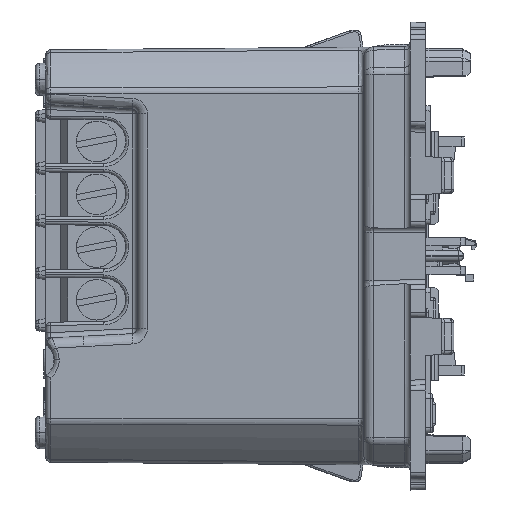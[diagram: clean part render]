
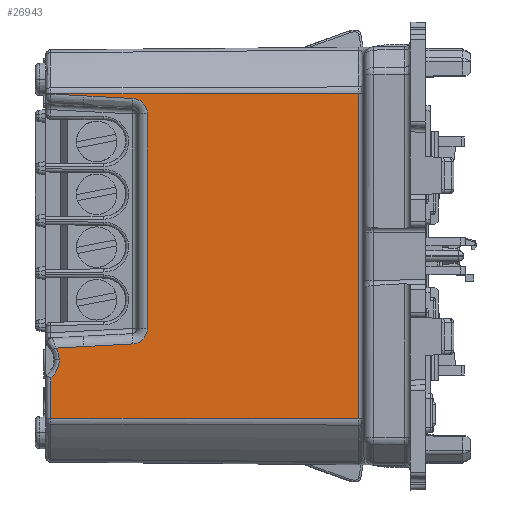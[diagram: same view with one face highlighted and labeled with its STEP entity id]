
A CAD part, front view. The second image highlights one B-rep face of the part: STEP entity #26943.
In plain terms, the highlighted planar face has unit normal (-0.009, -1, 0).
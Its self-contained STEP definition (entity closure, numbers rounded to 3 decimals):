
#26853=AXIS2_PLACEMENT_3D('Plane Axis2P3D',#26850,#26851,#26852) ;
#11157=CARTESIAN_POINT('Vertex',(-33.712,0.452,15.599)) ;
#11184=CARTESIAN_POINT('Vertex',(-33.712,0.452,15.589)) ;
#11187=CARTESIAN_POINT('Line Origine',(-33.712,0.452,0.)) ;
#12387=CARTESIAN_POINT('Vertex',(-33.712,0.452,-11.744)) ;
#12391=CARTESIAN_POINT('Control Point',(-32.912,0.445,-10.)) ;
#12392=CARTESIAN_POINT('Control Point',(-32.912,0.445,-10.225)) ;
#12393=CARTESIAN_POINT('Control Point',(-32.94,0.445,-10.451)) ;
#12394=CARTESIAN_POINT('Control Point',(-32.995,0.446,-10.672)) ;
#12395=CARTESIAN_POINT('Control Point',(-33.138,0.447,-11.044)) ;
#12396=CARTESIAN_POINT('Control Point',(-33.357,0.449,-11.376)) ;
#12397=CARTESIAN_POINT('Control Point',(-33.464,0.45,-11.509)) ;
#12398=CARTESIAN_POINT('Control Point',(-33.583,0.451,-11.632)) ;
#12399=CARTESIAN_POINT('Control Point',(-33.712,0.452,-11.744)) ;
#12400=CARTESIAN_POINT('Vertex',(-32.912,0.445,-10.)) ;
#12427=CARTESIAN_POINT('Vertex',(-33.712,0.452,-15.599)) ;
#12430=CARTESIAN_POINT('Line Origine',(-33.712,0.452,0.)) ;
#26764=CARTESIAN_POINT('Control Point',(-4.103,0.194,15.684)) ;
#26765=CARTESIAN_POINT('Control Point',(-10.025,0.245,15.667)) ;
#26766=CARTESIAN_POINT('Control Point',(-15.947,0.297,15.65)) ;
#26767=CARTESIAN_POINT('Control Point',(-21.868,0.349,15.633)) ;
#26768=CARTESIAN_POINT('Control Point',(-27.79,0.4,15.616)) ;
#26769=CARTESIAN_POINT('Control Point',(-33.712,0.452,15.599)) ;
#26770=CARTESIAN_POINT('Vertex',(-4.103,0.194,15.684)) ;
#26850=CARTESIAN_POINT('Axis2P3D Location',(0.892,0.15,0.)) ;
#26855=CARTESIAN_POINT('Line Origine',(-4.103,0.194,0.)) ;
#26859=CARTESIAN_POINT('Vertex',(-4.103,0.194,-15.684)) ;
#26863=CARTESIAN_POINT('Control Point',(-30.538,0.424,15.422)) ;
#26864=CARTESIAN_POINT('Control Point',(-33.712,0.452,15.589)) ;
#26865=CARTESIAN_POINT('Vertex',(-30.538,0.424,15.422)) ;
#26869=CARTESIAN_POINT('Control Point',(-30.538,0.424,15.422)) ;
#26870=CARTESIAN_POINT('Control Point',(-28.968,0.411,15.34)) ;
#26871=CARTESIAN_POINT('Control Point',(-27.398,0.397,15.253)) ;
#26872=CARTESIAN_POINT('Control Point',(-25.828,0.383,15.161)) ;
#26873=CARTESIAN_POINT('Vertex',(-25.828,0.383,15.161)) ;
#26877=CARTESIAN_POINT('Control Point',(-25.828,0.383,15.161)) ;
#26878=CARTESIAN_POINT('Control Point',(-25.267,0.378,15.128)) ;
#26879=CARTESIAN_POINT('Control Point',(-24.717,0.373,14.808)) ;
#26880=CARTESIAN_POINT('Control Point',(-24.429,0.371,14.24)) ;
#26881=CARTESIAN_POINT('Control Point',(-24.429,0.371,13.678)) ;
#26882=CARTESIAN_POINT('Vertex',(-24.429,0.371,13.678)) ;
#26885=CARTESIAN_POINT('Line Origine',(-24.429,0.371,0.)) ;
#26889=CARTESIAN_POINT('Vertex',(-24.429,0.371,-6.978)) ;
#26893=CARTESIAN_POINT('Control Point',(-24.429,0.371,-6.978)) ;
#26894=CARTESIAN_POINT('Control Point',(-24.429,0.371,-7.54)) ;
#26895=CARTESIAN_POINT('Control Point',(-24.717,0.373,-8.108)) ;
#26896=CARTESIAN_POINT('Control Point',(-25.267,0.378,-8.428)) ;
#26897=CARTESIAN_POINT('Control Point',(-25.828,0.383,-8.461)) ;
#26898=CARTESIAN_POINT('Vertex',(-25.828,0.383,-8.461)) ;
#26902=CARTESIAN_POINT('Control Point',(-25.828,0.383,-8.461)) ;
#26903=CARTESIAN_POINT('Control Point',(-27.396,0.397,-8.553)) ;
#26904=CARTESIAN_POINT('Control Point',(-28.966,0.411,-8.64)) ;
#26905=CARTESIAN_POINT('Control Point',(-30.538,0.424,-8.722)) ;
#26906=CARTESIAN_POINT('Vertex',(-30.538,0.424,-8.722)) ;
#26910=CARTESIAN_POINT('Control Point',(-30.538,0.424,-8.722)) ;
#26911=CARTESIAN_POINT('Control Point',(-33.213,0.448,-8.862)) ;
#26912=CARTESIAN_POINT('Vertex',(-33.213,0.448,-8.862)) ;
#26916=CARTESIAN_POINT('Control Point',(-33.213,0.448,-8.862)) ;
#26917=CARTESIAN_POINT('Control Point',(-33.017,0.446,-9.207)) ;
#26918=CARTESIAN_POINT('Control Point',(-32.912,0.445,-9.603)) ;
#26919=CARTESIAN_POINT('Control Point',(-32.912,0.445,-10.)) ;
#26922=CARTESIAN_POINT('Control Point',(-4.103,0.194,-15.684)) ;
#26923=CARTESIAN_POINT('Control Point',(-13.973,0.28,-15.655)) ;
#26924=CARTESIAN_POINT('Control Point',(-23.842,0.366,-15.627)) ;
#26925=CARTESIAN_POINT('Control Point',(-33.712,0.452,-15.599)) ;
#11188=DIRECTION('Vector Direction',(0.,0.,1.)) ;
#12431=DIRECTION('Vector Direction',(0.,0.,1.)) ;
#26851=DIRECTION('Axis2P3D Direction',(0.009,1.,0.)) ;
#26852=DIRECTION('Axis2P3D XDirection',(0.,0.,1.)) ;
#26856=DIRECTION('Vector Direction',(0.,0.,1.)) ;
#26886=DIRECTION('Vector Direction',(0.,0.,1.)) ;
#11189=VECTOR('Line Direction',#11188,1.) ;
#12432=VECTOR('Line Direction',#12431,1.) ;
#26857=VECTOR('Line Direction',#26856,1.) ;
#26887=VECTOR('Line Direction',#26886,1.) ;
#26928=ORIENTED_EDGE('',*,*,#26861,.F.) ;
#26929=ORIENTED_EDGE('',*,*,#26772,.T.) ;
#26930=ORIENTED_EDGE('',*,*,#11191,.F.) ;
#26931=ORIENTED_EDGE('',*,*,#26867,.F.) ;
#26932=ORIENTED_EDGE('',*,*,#26875,.F.) ;
#26933=ORIENTED_EDGE('',*,*,#26884,.F.) ;
#26934=ORIENTED_EDGE('',*,*,#26891,.F.) ;
#26935=ORIENTED_EDGE('',*,*,#26900,.F.) ;
#26936=ORIENTED_EDGE('',*,*,#26908,.F.) ;
#26937=ORIENTED_EDGE('',*,*,#26914,.F.) ;
#26938=ORIENTED_EDGE('',*,*,#26920,.F.) ;
#26939=ORIENTED_EDGE('',*,*,#12402,.F.) ;
#26940=ORIENTED_EDGE('',*,*,#12434,.F.) ;
#26941=ORIENTED_EDGE('',*,*,#26926,.F.) ;
#26943=ADVANCED_FACE('EG03064_A.1.1\\Corps principal',(#26942),#26854,.F.) ;
#12390=B_SPLINE_CURVE_WITH_KNOTS('',5,(#12391,#12392,#12393,#12394,#12395,#12396,#12397,#12398,#12399),.UNSPECIFIED.,.F.,.U.,(6,3,6),(9.176,10.607,11.689),.UNSPECIFIED.) ;
#26763=B_SPLINE_CURVE_WITH_KNOTS('',5,(#26764,#26765,#26766,#26767,#26768,#26769),.UNSPECIFIED.,.F.,.U.,(6,6),(9.356,51.231),.UNSPECIFIED.) ;
#26862=B_SPLINE_CURVE_WITH_KNOTS('',1,(#26863,#26864),.UNSPECIFIED.,.F.,.U.,(2,2),(11.647,14.825),.UNSPECIFIED.) ;
#26868=B_SPLINE_CURVE_WITH_KNOTS('',3,(#26869,#26870,#26871,#26872),.UNSPECIFIED.,.F.,.U.,(4,4),(13.864,20.538),.UNSPECIFIED.) ;
#26876=B_SPLINE_CURVE_WITH_KNOTS('',4,(#26877,#26878,#26879,#26880,#26881),.UNSPECIFIED.,.F.,.U.,(5,5),(3.748,6.12),.UNSPECIFIED.) ;
#26892=B_SPLINE_CURVE_WITH_KNOTS('',4,(#26893,#26894,#26895,#26896,#26897),.UNSPECIFIED.,.F.,.U.,(5,5),(3.731,6.103),.UNSPECIFIED.) ;
#26901=B_SPLINE_CURVE_WITH_KNOTS('',3,(#26902,#26903,#26904,#26905),.UNSPECIFIED.,.F.,.U.,(4,4),(40.408,47.083),.UNSPECIFIED.) ;
#26909=B_SPLINE_CURVE_WITH_KNOTS('',1,(#26910,#26911),.UNSPECIFIED.,.F.,.U.,(2,2),(11.647,14.326),.UNSPECIFIED.) ;
#26915=B_SPLINE_CURVE_WITH_KNOTS('',3,(#26916,#26917,#26918,#26919),.UNSPECIFIED.,.F.,.U.,(4,4),(7.665,9.176),.UNSPECIFIED.) ;
#26921=B_SPLINE_CURVE_WITH_KNOTS('',3,(#26922,#26923,#26924,#26925),.UNSPECIFIED.,.F.,.U.,(4,4),(9.356,51.231),.UNSPECIFIED.) ;
#11191=EDGE_CURVE('',#11185,#11158,#11190,.T.) ;
#12402=EDGE_CURVE('',#12388,#12401,#12390,.F.) ;
#12434=EDGE_CURVE('',#12428,#12388,#12433,.T.) ;
#26772=EDGE_CURVE('',#26771,#11158,#26763,.T.) ;
#26861=EDGE_CURVE('',#26771,#26860,#26858,.F.) ;
#26867=EDGE_CURVE('',#26866,#11185,#26862,.T.) ;
#26875=EDGE_CURVE('',#26874,#26866,#26868,.F.) ;
#26884=EDGE_CURVE('',#26883,#26874,#26876,.F.) ;
#26891=EDGE_CURVE('',#26890,#26883,#26888,.T.) ;
#26900=EDGE_CURVE('',#26899,#26890,#26892,.F.) ;
#26908=EDGE_CURVE('',#26907,#26899,#26901,.F.) ;
#26914=EDGE_CURVE('',#26913,#26907,#26909,.F.) ;
#26920=EDGE_CURVE('',#12401,#26913,#26915,.F.) ;
#26926=EDGE_CURVE('',#26860,#12428,#26921,.T.) ;
#26927=EDGE_LOOP('',(#26928,#26929,#26930,#26931,#26932,#26933,#26934,#26935,#26936,#26937,#26938,#26939,#26940,#26941)) ;
#26942=FACE_OUTER_BOUND('',#26927,.T.) ;
#11190=LINE('Line',#11187,#11189) ;
#12433=LINE('Line',#12430,#12432) ;
#26858=LINE('Line',#26855,#26857) ;
#26888=LINE('Line',#26885,#26887) ;
#26854=PLANE('',#26853) ;
#11158=VERTEX_POINT('',#11157) ;
#11185=VERTEX_POINT('',#11184) ;
#12388=VERTEX_POINT('',#12387) ;
#12401=VERTEX_POINT('',#12400) ;
#12428=VERTEX_POINT('',#12427) ;
#26771=VERTEX_POINT('',#26770) ;
#26860=VERTEX_POINT('',#26859) ;
#26866=VERTEX_POINT('',#26865) ;
#26874=VERTEX_POINT('',#26873) ;
#26883=VERTEX_POINT('',#26882) ;
#26890=VERTEX_POINT('',#26889) ;
#26899=VERTEX_POINT('',#26898) ;
#26907=VERTEX_POINT('',#26906) ;
#26913=VERTEX_POINT('',#26912) ;
